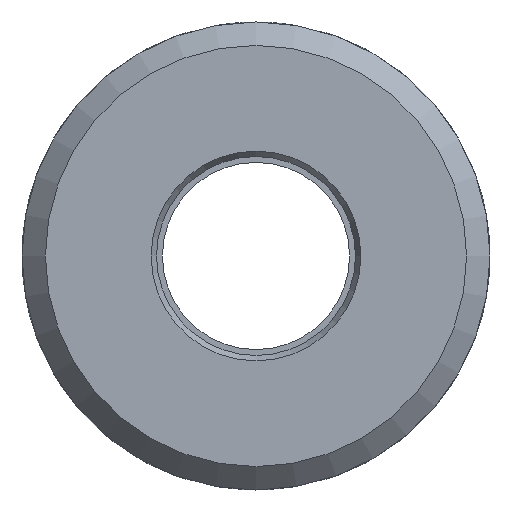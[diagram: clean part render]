
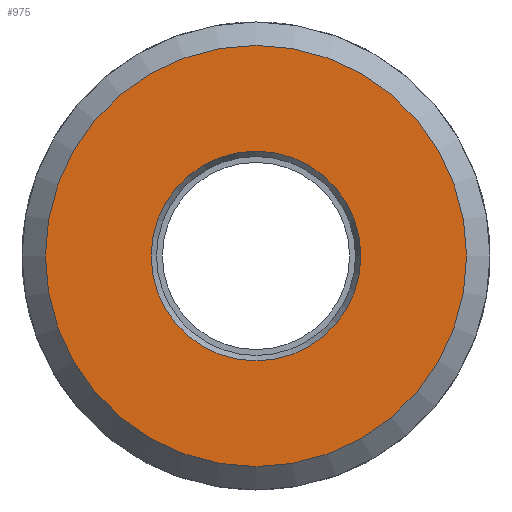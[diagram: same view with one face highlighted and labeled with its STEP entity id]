
A CAD part, left-side view. The second image highlights one B-rep face of the part: STEP entity #975.
In plain terms, the highlighted planar face has unit normal (-1, 0, 0).
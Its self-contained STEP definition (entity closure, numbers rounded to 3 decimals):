
#15=FACE_BOUND('',#227,.T.);
#136=PLANE('',#1107);
#173=FACE_OUTER_BOUND('',#226,.T.);
#226=EDGE_LOOP('',(#769,#770));
#227=EDGE_LOOP('',(#771,#772));
#287=CIRCLE('',#1062,9.);
#288=CIRCLE('',#1063,9.);
#292=CIRCLE('',#1068,4.481);
#293=CIRCLE('',#1069,4.481);
#382=VERTEX_POINT('',#1585);
#383=VERTEX_POINT('',#1587);
#386=VERTEX_POINT('',#1596);
#387=VERTEX_POINT('',#1598);
#491=EDGE_CURVE('',#383,#382,#287,.T.);
#492=EDGE_CURVE('',#382,#383,#288,.T.);
#497=EDGE_CURVE('',#386,#387,#292,.T.);
#498=EDGE_CURVE('',#387,#386,#293,.T.);
#769=ORIENTED_EDGE('',*,*,#491,.T.);
#770=ORIENTED_EDGE('',*,*,#492,.T.);
#771=ORIENTED_EDGE('',*,*,#498,.F.);
#772=ORIENTED_EDGE('',*,*,#497,.F.);
#975=ADVANCED_FACE('',(#173,#15),#136,.T.);
#1062=AXIS2_PLACEMENT_3D('',#1588,#1264,#1265);
#1063=AXIS2_PLACEMENT_3D('',#1589,#1266,#1267);
#1068=AXIS2_PLACEMENT_3D('',#1599,#1277,#1278);
#1069=AXIS2_PLACEMENT_3D('',#1600,#1279,#1280);
#1107=AXIS2_PLACEMENT_3D('',#1725,#1375,#1376);
#1264=DIRECTION('center_axis',(-1.,0.,0.));
#1265=DIRECTION('ref_axis',(0.,0.,-1.));
#1266=DIRECTION('center_axis',(-1.,0.,0.));
#1267=DIRECTION('ref_axis',(0.,0.,-1.));
#1277=DIRECTION('center_axis',(-1.,0.,0.));
#1278=DIRECTION('ref_axis',(0.,0.,-1.));
#1279=DIRECTION('center_axis',(-1.,0.,0.));
#1280=DIRECTION('ref_axis',(0.,0.,-1.));
#1375=DIRECTION('center_axis',(-1.,0.,0.));
#1376=DIRECTION('ref_axis',(0.,0.,-1.));
#1585=CARTESIAN_POINT('',(-65.838,25.96,-1.103));
#1587=CARTESIAN_POINT('',(-65.838,25.96,16.897));
#1588=CARTESIAN_POINT('Origin',(-65.838,25.96,7.897));
#1589=CARTESIAN_POINT('Origin',(-65.838,25.96,7.897));
#1596=CARTESIAN_POINT('',(-65.838,25.96,12.378));
#1598=CARTESIAN_POINT('',(-65.838,25.96,3.416));
#1599=CARTESIAN_POINT('Origin',(-65.838,25.96,7.897));
#1600=CARTESIAN_POINT('Origin',(-65.838,25.96,7.897));
#1725=CARTESIAN_POINT('Origin',(-65.838,30.441,7.897));
